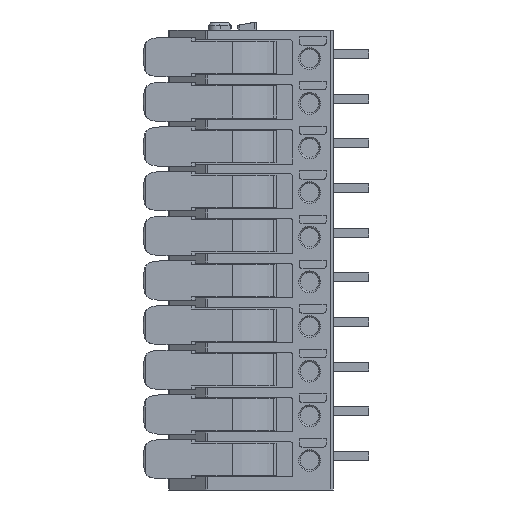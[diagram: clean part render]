
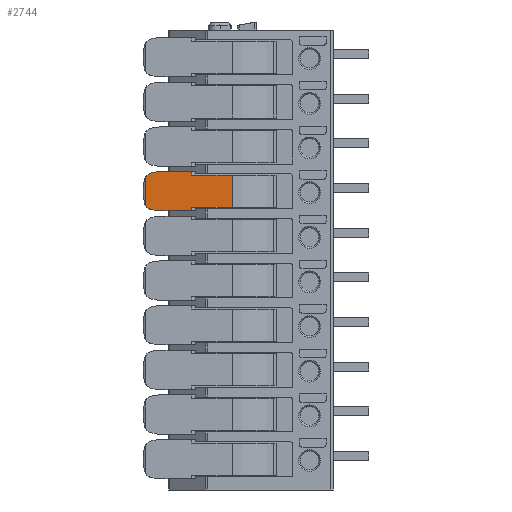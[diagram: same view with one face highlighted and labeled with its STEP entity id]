
A CAD part, left-side view. The second image highlights one B-rep face of the part: STEP entity #2744.
In plain terms, the highlighted planar face has unit normal (-1, 0, 0).
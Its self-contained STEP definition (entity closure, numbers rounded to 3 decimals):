
#2744 = ADVANCED_FACE( '', ( #5849 ), #5850, .F. );
#5849 = FACE_OUTER_BOUND( '', #9256, .T. );
#5850 = PLANE( '', #9257 );
#9256 = EDGE_LOOP( '', ( #17529, #17530, #17531, #17532, #17533, #17534, #17535, #17536, #17537, #17538, #17539, #17540 ) );
#9257 = AXIS2_PLACEMENT_3D( '', #17541, #17542, #17543 );
#17529 = ORIENTED_EDGE( '', *, *, #23128, .F. );
#17530 = ORIENTED_EDGE( '', *, *, #23789, .F. );
#17531 = ORIENTED_EDGE( '', *, *, #23122, .F. );
#17532 = ORIENTED_EDGE( '', *, *, #23790, .T. );
#17533 = ORIENTED_EDGE( '', *, *, #22556, .F. );
#17534 = ORIENTED_EDGE( '', *, *, #22213, .F. );
#17535 = ORIENTED_EDGE( '', *, *, #23094, .T. );
#17536 = ORIENTED_EDGE( '', *, *, #22138, .F. );
#17537 = ORIENTED_EDGE( '', *, *, #23338, .T. );
#17538 = ORIENTED_EDGE( '', *, *, #23116, .F. );
#17539 = ORIENTED_EDGE( '', *, *, #23791, .F. );
#17540 = ORIENTED_EDGE( '', *, *, #21948, .F. );
#17541 = CARTESIAN_POINT( '', ( -13.1, 21.05, 33.75 ) );
#17542 = DIRECTION( '', ( 1., 0., 0. ) );
#17543 = DIRECTION( '', ( 0., 0., -1. ) );
#21948 = EDGE_CURVE( '', #27078, #27076, #27080, .T. );
#22138 = EDGE_CURVE( '', #27353, #27355, #27356, .T. );
#22213 = EDGE_CURVE( '', #27467, #27469, #27470, .T. );
#22556 = EDGE_CURVE( '', #27469, #27965, #27966, .T. );
#23094 = EDGE_CURVE( '', #27467, #27355, #28705, .T. );
#23116 = EDGE_CURVE( '', #28731, #28729, #28733, .T. );
#23122 = EDGE_CURVE( '', #28741, #28742, #28743, .T. );
#23128 = EDGE_CURVE( '', #28749, #27078, #28751, .T. );
#23338 = EDGE_CURVE( '', #27353, #28729, #29026, .T. );
#23789 = EDGE_CURVE( '', #28742, #28749, #29586, .T. );
#23790 = EDGE_CURVE( '', #28741, #27965, #29587, .T. );
#23791 = EDGE_CURVE( '', #27076, #28731, #29588, .T. );
#27076 = VERTEX_POINT( '', #34143 );
#27078 = VERTEX_POINT( '', #34145 );
#27080 = LINE( '', #34147, #34148 );
#27353 = VERTEX_POINT( '', #34566 );
#27355 = VERTEX_POINT( '', #34568 );
#27356 = LINE( '', #34569, #34570 );
#27467 = VERTEX_POINT( '', #34724 );
#27469 = VERTEX_POINT( '', #34727 );
#27470 = CIRCLE( '', #34728, 4. );
#27965 = VERTEX_POINT( '', #35461 );
#27966 = CIRCLE( '', #35462, 1. );
#28705 = LINE( '', #36595, #36596 );
#28729 = VERTEX_POINT( '', #36637 );
#28731 = VERTEX_POINT( '', #36639 );
#28733 = LINE( '', #36641, #36642 );
#28741 = VERTEX_POINT( '', #36653 );
#28742 = VERTEX_POINT( '', #36654 );
#28743 = CIRCLE( '', #36655, 1. );
#28749 = VERTEX_POINT( '', #36666 );
#28751 = LINE( '', #36669, #36670 );
#29026 = LINE( '', #37123, #37124 );
#29586 = CIRCLE( '', #37923, 4. );
#29587 = LINE( '', #37924, #37925 );
#29588 = LINE( '', #37926, #37927 );
#34143 = CARTESIAN_POINT( '', ( -13.1, 15.871, 33.75 ) );
#34145 = CARTESIAN_POINT( '', ( -13.1, 15.871, 34.15 ) );
#34147 = CARTESIAN_POINT( '', ( -13.1, 15.871, 34.15 ) );
#34148 = VECTOR( '', #40763, 1000. );
#34566 = CARTESIAN_POINT( '', ( -13.1, 15.871, 30.15 ) );
#34568 = CARTESIAN_POINT( '', ( -13.1, 15.871, 29.75 ) );
#34569 = CARTESIAN_POINT( '', ( -13.1, 15.871, 34.15 ) );
#34570 = VECTOR( '', #40986, 1000. );
#34724 = CARTESIAN_POINT( '', ( -13.1, 19.3, 29.75 ) );
#34727 = CARTESIAN_POINT( '', ( -13.1, 20.437, 29.915 ) );
#34728 = AXIS2_PLACEMENT_3D( '', #41074, #41075, #41076 );
#35461 = CARTESIAN_POINT( '', ( -13.1, 21.05, 30.433 ) );
#35462 = AXIS2_PLACEMENT_3D( '', #41458, #41459, #41460 );
#36595 = CARTESIAN_POINT( '', ( -13.1, 21.05, 29.75 ) );
#36596 = VECTOR( '', #42028, 1000. );
#36637 = CARTESIAN_POINT( '', ( -13.1, 11.301, 30.15 ) );
#36639 = CARTESIAN_POINT( '', ( -13.1, 11.301, 33.75 ) );
#36641 = CARTESIAN_POINT( '', ( -13.1, 11.301, 33.75 ) );
#36642 = VECTOR( '', #42047, 1000. );
#36653 = CARTESIAN_POINT( '', ( -13.1, 21.05, 33.467 ) );
#36654 = CARTESIAN_POINT( '', ( -13.1, 20.437, 33.985 ) );
#36655 = AXIS2_PLACEMENT_3D( '', #42051, #42052, #42053 );
#36666 = CARTESIAN_POINT( '', ( -13.1, 19.3, 34.15 ) );
#36669 = CARTESIAN_POINT( '', ( -13.1, 21.05, 34.15 ) );
#36670 = VECTOR( '', #42057, 1000. );
#37123 = CARTESIAN_POINT( '', ( -13.1, 21.05, 30.15 ) );
#37124 = VECTOR( '', #42266, 1000. );
#37923 = AXIS2_PLACEMENT_3D( '', #42724, #42725, #42726 );
#37924 = CARTESIAN_POINT( '', ( -13.1, 21.05, 33.75 ) );
#37925 = VECTOR( '', #42727, 1000. );
#37926 = CARTESIAN_POINT( '', ( -13.1, 21.05, 33.75 ) );
#37927 = VECTOR( '', #42728, 1000. );
#40763 = DIRECTION( '', ( 0., 0., -1. ) );
#40986 = DIRECTION( '', ( 0., 0., -1. ) );
#41074 = CARTESIAN_POINT( '', ( -13.1, 19.3, 33.75 ) );
#41075 = DIRECTION( '', ( 1., 0., 0. ) );
#41076 = DIRECTION( '', ( 0., 0., -1. ) );
#41458 = CARTESIAN_POINT( '', ( -13.1, 20.152, 30.874 ) );
#41459 = DIRECTION( '', ( 1., 0., 0. ) );
#41460 = DIRECTION( '', ( 0., 0., -1. ) );
#42028 = DIRECTION( '', ( 0., -1., 0. ) );
#42047 = DIRECTION( '', ( 0., 0., -1. ) );
#42051 = CARTESIAN_POINT( '', ( -13.1, 20.152, 33.026 ) );
#42052 = DIRECTION( '', ( 1., 0., 0. ) );
#42053 = DIRECTION( '', ( 0., 0., -1. ) );
#42057 = DIRECTION( '', ( 0., -1., 0. ) );
#42266 = DIRECTION( '', ( 0., -1., 0. ) );
#42724 = CARTESIAN_POINT( '', ( -13.1, 19.3, 30.15 ) );
#42725 = DIRECTION( '', ( 1., 0., 0. ) );
#42726 = DIRECTION( '', ( 0., 0., -1. ) );
#42727 = DIRECTION( '', ( 0., 0., -1. ) );
#42728 = DIRECTION( '', ( 0., -1., 0. ) );
